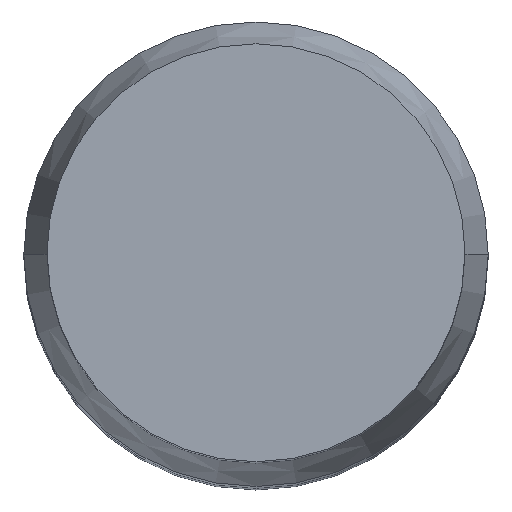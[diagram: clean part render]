
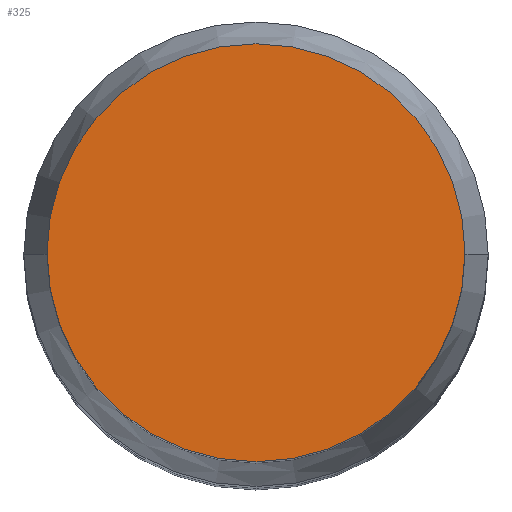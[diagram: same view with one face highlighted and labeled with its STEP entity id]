
A CAD part, top view. The second image highlights one B-rep face of the part: STEP entity #325.
In plain terms, the highlighted planar face has unit normal (0, 0, 1).
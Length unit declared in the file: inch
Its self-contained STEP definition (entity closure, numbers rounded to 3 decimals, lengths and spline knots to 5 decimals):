
#10 = FACE_OUTER_BOUND ( 'NONE', #957, .T. ) ;
#59 = DIRECTION ( 'NONE',  ( 0., 0., 1. ) ) ;
#104 = DIRECTION ( 'NONE',  ( 1., 0., 0. ) ) ;
#217 = AXIS2_PLACEMENT_3D ( 'NONE', #762, #930, #247 ) ;
#247 = DIRECTION ( 'NONE',  ( 1., 0., 0. ) ) ;
#256 = DIRECTION ( 'NONE',  ( 0., 0., 1. ) ) ;
#325 = ADVANCED_FACE ( 'NONE', ( #10 ), #704, .F. ) ;
#370 = DIRECTION ( 'NONE',  ( 1., 0., 0. ) ) ;
#387 = CARTESIAN_POINT ( 'NONE',  ( 0.1406, 0., 0. ) ) ;
#443 = CARTESIAN_POINT ( 'NONE',  ( -0.1406, 0., 0. ) ) ;
#448 = EDGE_CURVE ( 'NONE', #826, #649, #923, .T. ) ;
#532 = EDGE_CURVE ( 'NONE', #649, #826, #668, .T. ) ;
#559 = CARTESIAN_POINT ( 'NONE',  ( 0., 0., 0. ) ) ;
#596 = ORIENTED_EDGE ( 'NONE', *, *, #448, .T. ) ;
#649 = VERTEX_POINT ( 'NONE', #387 ) ;
#668 = CIRCLE ( 'NONE', #684, 0.1406 ) ;
#684 = AXIS2_PLACEMENT_3D ( 'NONE', #972, #59, #370 ) ;
#704 = PLANE ( 'NONE',  #217 ) ;
#749 = ORIENTED_EDGE ( 'NONE', *, *, #532, .T. ) ;
#762 = CARTESIAN_POINT ( 'NONE',  ( 0., 0., 0. ) ) ;
#826 = VERTEX_POINT ( 'NONE', #443 ) ;
#923 = CIRCLE ( 'NONE', #980, 0.1406 ) ;
#930 = DIRECTION ( 'NONE',  ( 0., 0., -1. ) ) ;
#957 = EDGE_LOOP ( 'NONE', ( #749, #596 ) ) ;
#972 = CARTESIAN_POINT ( 'NONE',  ( 0., 0., 0. ) ) ;
#980 = AXIS2_PLACEMENT_3D ( 'NONE', #559, #256, #104 ) ;
